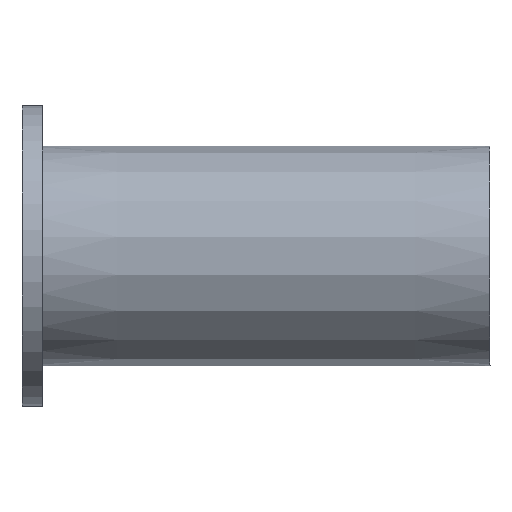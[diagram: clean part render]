
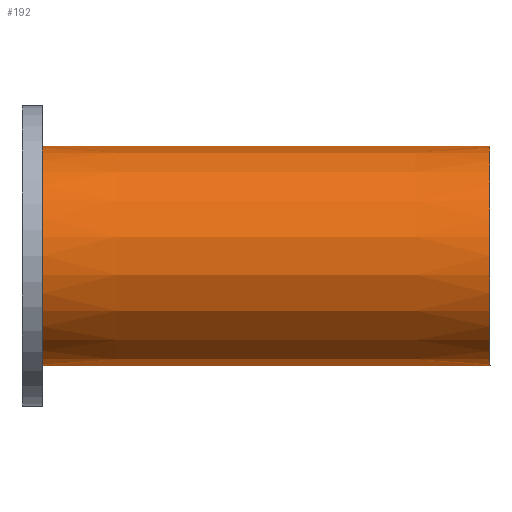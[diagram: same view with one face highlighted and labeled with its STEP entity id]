
A CAD part, top view. The second image highlights one B-rep face of the part: STEP entity #192.
In plain terms, the highlighted conical face has half-angle 0.001 degrees and reference radius 8.6 mm.
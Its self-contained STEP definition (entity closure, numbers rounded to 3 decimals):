
#12 = VERTEX_POINT ( 'NONE', #187 ) ;
#39 = CONICAL_SURFACE ( 'NONE', #319, 8.6, 0. ) ;
#48 = DIRECTION ( 'NONE',  ( -1., 0., 0. ) ) ;
#55 = VERTEX_POINT ( 'NONE', #242 ) ;
#56 = CARTESIAN_POINT ( 'NONE',  ( -71.454, 5.279, 0. ) ) ;
#80 = ORIENTED_EDGE ( 'NONE', *, *, #279, .F. ) ;
#84 = CIRCLE ( 'NONE', #353, 8.6 ) ;
#90 = EDGE_CURVE ( 'NONE', #158, #55, #84, .T. ) ;
#97 = ORIENTED_EDGE ( 'NONE', *, *, #90, .T. ) ;
#100 = VECTOR ( 'NONE', #170, 1000. ) ;
#105 = DIRECTION ( 'NONE',  ( -1., 0., 0. ) ) ;
#106 = DIRECTION ( 'NONE',  ( 0., -1., 0. ) ) ;
#137 = CARTESIAN_POINT ( 'NONE',  ( -71.454, -3.321, 0. ) ) ;
#147 = LINE ( 'NONE', #266, #100 ) ;
#152 = VERTEX_POINT ( 'NONE', #262 ) ;
#158 = VERTEX_POINT ( 'NONE', #378 ) ;
#164 = DIRECTION ( 'NONE',  ( 0., -1., 0. ) ) ;
#170 = DIRECTION ( 'NONE',  ( -1., 0., 0. ) ) ;
#187 = CARTESIAN_POINT ( 'NONE',  ( -106.455, 13.879, 0. ) ) ;
#192 = ADVANCED_FACE ( 'NONE', ( #350 ), #39, .T. ) ;
#193 = LINE ( 'NONE', #137, #205 ) ;
#205 = VECTOR ( 'NONE', #314, 1000. ) ;
#231 = EDGE_CURVE ( 'NONE', #55, #12, #147, .T. ) ;
#235 = AXIS2_PLACEMENT_3D ( 'NONE', #346, #48, #106 ) ;
#242 = CARTESIAN_POINT ( 'NONE',  ( -71.455, 13.879, 0. ) ) ;
#261 = EDGE_LOOP ( 'NONE', ( #97, #351, #80, #311 ) ) ;
#262 = CARTESIAN_POINT ( 'NONE',  ( -106.454, -3.323, 0. ) ) ;
#266 = CARTESIAN_POINT ( 'NONE',  ( -71.455, 13.879, 0. ) ) ;
#279 = EDGE_CURVE ( 'NONE', #152, #12, #289, .T. ) ;
#288 = CARTESIAN_POINT ( 'NONE',  ( -71.454, 5.279, 0. ) ) ;
#289 = CIRCLE ( 'NONE', #235, 8.601 ) ;
#296 = DIRECTION ( 'NONE',  ( -1., 0., 0. ) ) ;
#311 = ORIENTED_EDGE ( 'NONE', *, *, #313, .F. ) ;
#313 = EDGE_CURVE ( 'NONE', #158, #152, #193, .T. ) ;
#314 = DIRECTION ( 'NONE',  ( -1., 0., 0. ) ) ;
#319 = AXIS2_PLACEMENT_3D ( 'NONE', #56, #296, #352 ) ;
#346 = CARTESIAN_POINT ( 'NONE',  ( -106.454, 5.278, 0. ) ) ;
#350 = FACE_OUTER_BOUND ( 'NONE', #261, .T. ) ;
#351 = ORIENTED_EDGE ( 'NONE', *, *, #231, .T. ) ;
#352 = DIRECTION ( 'NONE',  ( 0., -1., 0. ) ) ;
#353 = AXIS2_PLACEMENT_3D ( 'NONE', #288, #105, #164 ) ;
#378 = CARTESIAN_POINT ( 'NONE',  ( -71.454, -3.321, 0. ) ) ;
